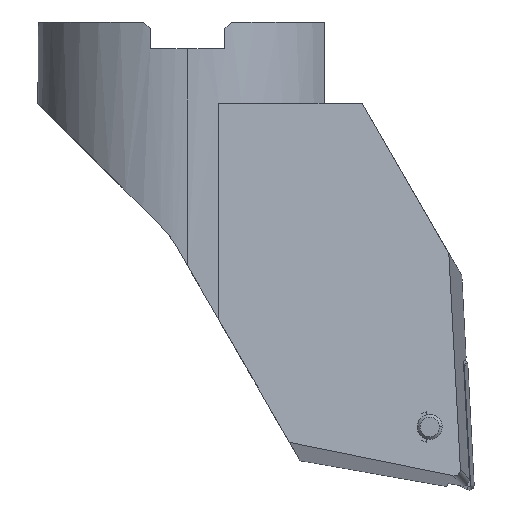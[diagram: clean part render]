
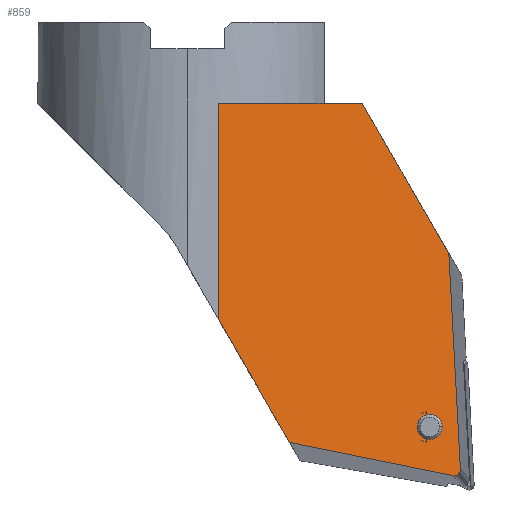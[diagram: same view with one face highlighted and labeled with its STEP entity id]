
A CAD part, top view. The second image highlights one B-rep face of the part: STEP entity #859.
In plain terms, the highlighted planar face has unit normal (0.208, 0, 0.978).
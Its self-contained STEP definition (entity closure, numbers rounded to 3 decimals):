
#645=EDGE_CURVE('NONE',#1445,#903,#1857,.T.);
#717=VERTEX_POINT('NONE',#1941);
#723=VERTEX_POINT('NONE',#1948);
#725=EDGE_CURVE('NONE',#1141,#1635,#1950,.T.);
#733=VERTEX_POINT('NONE',#1958);
#751=EDGE_CURVE('NONE',#1053,#775,#1979,.T.);
#755=EDGE_CURVE('NONE',#1067,#1081,#1983,.T.);
#775=VERTEX_POINT('NONE',#2004);
#851=VERTEX_POINT('NONE',#2086);
#859=ADVANCED_FACE('NONE',(#2094,#2095),#2096,.F.);
#895=VERTEX_POINT('NONE',#2137);
#903=VERTEX_POINT('NONE',#2145);
#1011=EDGE_CURVE('NONE',#1449,#723,#2261,.T.);
#1053=VERTEX_POINT('NONE',#2310);
#1067=VERTEX_POINT('NONE',#2326);
#1069=VERTEX_POINT('NONE',#2328);
#1081=VERTEX_POINT('NONE',#2343);
#1141=VERTEX_POINT('NONE',#2409);
#1185=EDGE_CURVE('NONE',#775,#1069,#2458,.T.);
#1253=EDGE_CURVE('NONE',#1693,#851,#2533,.T.);
#1267=EDGE_CURVE('NONE',#1069,#1067,#2548,.T.);
#1271=EDGE_CURVE('NONE',#1493,#1449,#2552,.T.);
#1323=EDGE_CURVE('NONE',#1445,#1493,#2608,.T.);
#1339=EDGE_CURVE('NONE',#717,#1053,#2627,.T.);
#1419=VERTEX_POINT('NONE',#2716);
#1445=VERTEX_POINT('NONE',#2743);
#1449=VERTEX_POINT('',#2747);
#1475=EDGE_CURVE('NONE',#1081,#1693,#2774,.T.);
#1479=EDGE_CURVE('NONE',#851,#1419,#2779,.T.);
#1489=EDGE_CURVE('NONE',#723,#895,#2791,.T.);
#1493=VERTEX_POINT('NONE',#2795);
#1603=EDGE_CURVE('NONE',#1419,#733,#2914,.T.);
#1635=VERTEX_POINT('NONE',#2948);
#1645=EDGE_CURVE('NONE',#733,#717,#2959,.T.);
#1667=EDGE_CURVE('NONE',#1141,#903,#2984,.T.);
#1693=VERTEX_POINT('NONE',#3012);
#1745=EDGE_CURVE('NONE',#895,#1635,#3068,.T.);
#1857=LINE('',#3190,#3191);
#1941=CARTESIAN_POINT('',(19.139,-31.235,8.2));
#1948=CARTESIAN_POINT('',(21.879,-35.862,7.618));
#1950=LINE('',#3324,#3325);
#1958=CARTESIAN_POINT('',(19.144,-31.234,8.199));
#1979=(B_SPLINE_CURVE(3,(#3365,#3366,#3367,#3368),.UNSPECIFIED.,.F.,.F.)B_SPLINE_CURVE_WITH_KNOTS((4,4),(1.853,4.43),.UNSPECIFIED.)RATIONAL_B_SPLINE_CURVE((1.0,0.519,0.519,1.0))BOUNDED_CURVE()REPRESENTATION_ITEM('')GEOMETRIC_REPRESENTATION_ITEM()CURVE());
#1983=LINE('',#3381,#3382);
#2004=CARTESIAN_POINT('',(19.139,-33.414,8.2));
#2086=CARTESIAN_POINT('',(19.365,-31.455,8.152));
#2094=FACE_OUTER_BOUND('',#3542,.T.);
#2095=FACE_BOUND('',#3543,.T.);
#2096=PLANE('',#3544);
#2137=CARTESIAN_POINT('',(20.946,-18.532,7.816));
#2145=CARTESIAN_POINT('',(2.495,-23.855,11.738));
#2261=(B_SPLINE_CURVE(3,(#3804,#3805,#3806,#3807),.UNSPECIFIED.,.F.,.F.)B_SPLINE_CURVE_WITH_KNOTS((4,4),(4.946,6.725),.UNSPECIFIED.)RATIONAL_B_SPLINE_CURVE((1.0,0.753,0.753,1.0))BOUNDED_CURVE()REPRESENTATION_ITEM('')GEOMETRIC_REPRESENTATION_ITEM()CURVE());
#2310=CARTESIAN_POINT('',(19.139,-31.493,8.2));
#2326=CARTESIAN_POINT('',(19.144,-33.673,8.199));
#2328=CARTESIAN_POINT('',(19.139,-33.672,8.2));
#2343=CARTESIAN_POINT('',(19.144,-33.416,8.199));
#2409=CARTESIAN_POINT('',(2.495,-6.5,11.738));
#2458=LINE('',#4078,#4079);
#2533=(B_SPLINE_CURVE(3,(#4180,#4181,#4182,#4183),.UNSPECIFIED.,.F.,.F.)B_SPLINE_CURVE_WITH_KNOTS((4,4),(4.765,7.906),.UNSPECIFIED.)RATIONAL_B_SPLINE_CURVE((1.0,0.333,0.333,1.0))BOUNDED_CURVE()REPRESENTATION_ITEM('')GEOMETRIC_REPRESENTATION_ITEM()CURVE());
#2548=(B_SPLINE_CURVE(3,(#4213,#4214,#4215,#4216),.UNSPECIFIED.,.F.,.F.)B_SPLINE_CURVE_WITH_KNOTS((4,4),(4.488,4.491),.UNSPECIFIED.)RATIONAL_B_SPLINE_CURVE((1.0,1.,1.,1.0))BOUNDED_CURVE()REPRESENTATION_ITEM('')GEOMETRIC_REPRESENTATION_ITEM()CURVE());
#2552=(B_SPLINE_CURVE(3,(#4228,#4229,#4230,#4231),.UNSPECIFIED.,.F.,.F.)B_SPLINE_CURVE_WITH_KNOTS((4,4),(4.946,6.725),.UNSPECIFIED.)RATIONAL_B_SPLINE_CURVE((1.0,0.753,0.753,1.0))BOUNDED_CURVE()REPRESENTATION_ITEM('')GEOMETRIC_REPRESENTATION_ITEM()CURVE());
#2608=LINE('',#4334,#4335);
#2627=LINE('',#4363,#4364);
#2716=CARTESIAN_POINT('',(19.144,-31.492,8.199));
#2743=CARTESIAN_POINT('',(8.179,-33.7,10.53));
#2747=CARTESIAN_POINT('',(21.371,-36.368,7.726));
#2774=(B_SPLINE_CURVE(3,(#4555,#4556,#4557,#4558),.UNSPECIFIED.,.F.,.F.)B_SPLINE_CURVE_WITH_KNOTS((4,4),(4.435,4.765),.UNSPECIFIED.)RATIONAL_B_SPLINE_CURVE((1.0,0.991,0.991,1.0))BOUNDED_CURVE()REPRESENTATION_ITEM('')GEOMETRIC_REPRESENTATION_ITEM()CURVE());
#2779=(B_SPLINE_CURVE(3,(#4571,#4572,#4573,#4574),.UNSPECIFIED.,.F.,.F.)B_SPLINE_CURVE_WITH_KNOTS((4,4),(1.623,1.848),.UNSPECIFIED.)RATIONAL_B_SPLINE_CURVE((1.0,0.996,0.996,1.0))BOUNDED_CURVE()REPRESENTATION_ITEM('')GEOMETRIC_REPRESENTATION_ITEM()CURVE());
#2791=LINE('',#4594,#4595);
#2795=CARTESIAN_POINT('',(21.281,-36.358,7.745));
#2914=LINE('',#4774,#4775);
#2948=CARTESIAN_POINT('',(14.0,-6.5,9.292));
#2959=(B_SPLINE_CURVE(3,(#4848,#4849,#4850,#4851),.UNSPECIFIED.,.F.,.F.)B_SPLINE_CURVE_WITH_KNOTS((4,4),(1.792,1.796),.UNSPECIFIED.)RATIONAL_B_SPLINE_CURVE((1.0,1.,1.,1.0))BOUNDED_CURVE()REPRESENTATION_ITEM('')GEOMETRIC_REPRESENTATION_ITEM()CURVE());
#2984=LINE('',#4888,#4889);
#3012=CARTESIAN_POINT('',(19.47,-33.452,8.13));
#3068=LINE('',#5034,#5035);
#3190=CARTESIAN_POINT('',(-16.063,8.288,15.682));
#3191=VECTOR('',#5158,1000.0);
#3324=CARTESIAN_POINT('',(2.495,-6.5,11.738));
#3325=VECTOR('',#5301,1000.0);
#3365=CARTESIAN_POINT('',(19.139,-31.493,8.2));
#3366=CARTESIAN_POINT('',(17.954,-31.837,8.452));
#3367=CARTESIAN_POINT('',(17.954,-33.07,8.452));
#3368=CARTESIAN_POINT('',(19.139,-33.414,8.2));
#3381=CARTESIAN_POINT('',(19.144,0.0,8.199));
#3382=VECTOR('',#5334,1000.0);
#3542=EDGE_LOOP('',(#5438,#5439,#5440,#5441,#5442,#5443,#5444,#5445));
#3543=EDGE_LOOP('',(#5446,#5447,#5448,#5449,#5450,#5451,#5452,#5453,#5454,#5455));
#3544=AXIS2_PLACEMENT_3D('',#5456,#5457,#5458);
#3804=CARTESIAN_POINT('',(21.281,-36.358,7.745));
#3805=CARTESIAN_POINT('',(21.633,-36.429,7.67));
#3806=CARTESIAN_POINT('',(21.898,-36.209,7.614));
#3807=CARTESIAN_POINT('',(21.879,-35.862,7.618));
#4078=CARTESIAN_POINT('',(19.139,0.0,8.2));
#4079=VECTOR('',#5915,1000.0);
#4180=CARTESIAN_POINT('',(19.47,-33.452,8.13));
#4181=CARTESIAN_POINT('',(21.467,-33.348,7.705));
#4182=CARTESIAN_POINT('',(21.362,-31.35,7.727));
#4183=CARTESIAN_POINT('',(19.365,-31.455,8.152));
#4213=CARTESIAN_POINT('',(19.139,-33.672,8.2));
#4214=CARTESIAN_POINT('',(19.14,-33.673,8.2));
#4215=CARTESIAN_POINT('',(19.142,-33.673,8.199));
#4216=CARTESIAN_POINT('',(19.144,-33.673,8.199));
#4228=CARTESIAN_POINT('',(21.281,-36.358,7.745));
#4229=CARTESIAN_POINT('',(21.633,-36.429,7.67));
#4230=CARTESIAN_POINT('',(21.898,-36.209,7.614));
#4231=CARTESIAN_POINT('',(21.879,-35.862,7.618));
#4334=CARTESIAN_POINT('',(-3.582,-31.315,13.029));
#4335=VECTOR('',#6064,1000.0);
#4363=CARTESIAN_POINT('',(19.139,0.0,8.2));
#4364=VECTOR('',#6099,1000.0);
#4555=CARTESIAN_POINT('',(19.144,-33.416,8.199));
#4556=CARTESIAN_POINT('',(19.25,-33.446,8.176));
#4557=CARTESIAN_POINT('',(19.36,-33.458,8.153));
#4558=CARTESIAN_POINT('',(19.47,-33.452,8.13));
#4571=CARTESIAN_POINT('',(19.365,-31.455,8.152));
#4572=CARTESIAN_POINT('',(19.29,-31.459,8.168));
#4573=CARTESIAN_POINT('',(19.216,-31.471,8.184));
#4574=CARTESIAN_POINT('',(19.144,-31.492,8.199));
#4594=CARTESIAN_POINT('',(19.896,0.979,8.039));
#4595=VECTOR('',#6293,1000.0);
#4774=CARTESIAN_POINT('',(19.144,0.0,8.199));
#4775=VECTOR('',#6430,1000.0);
#4848=CARTESIAN_POINT('',(19.144,-31.234,8.199));
#4849=CARTESIAN_POINT('',(19.142,-31.234,8.199));
#4850=CARTESIAN_POINT('',(19.14,-31.235,8.2));
#4851=CARTESIAN_POINT('',(19.139,-31.235,8.2));
#4888=CARTESIAN_POINT('',(2.495,0.0,11.738));
#4889=VECTOR('',#6504,1000.0);
#5034=CARTESIAN_POINT('',(8.244,3.469,10.516));
#5035=VECTOR('',#6581,1000.0);
#5158=DIRECTION('',(-0.497,0.861,0.106));
#5301=DIRECTION('',(0.978,0.0,-0.208));
#5334=DIRECTION('',(0.0,1.0,0.0));
#5438=ORIENTED_EDGE('',*,*,#1489,.T.);
#5439=ORIENTED_EDGE('',*,*,#1745,.T.);
#5440=ORIENTED_EDGE('',*,*,#725,.F.);
#5441=ORIENTED_EDGE('',*,*,#1667,.T.);
#5442=ORIENTED_EDGE('',*,*,#645,.F.);
#5443=ORIENTED_EDGE('',*,*,#1323,.T.);
#5444=ORIENTED_EDGE('',*,*,#1271,.T.);
#5445=ORIENTED_EDGE('',*,*,#1011,.T.);
#5446=ORIENTED_EDGE('',*,*,#751,.F.);
#5447=ORIENTED_EDGE('',*,*,#1339,.F.);
#5448=ORIENTED_EDGE('',*,*,#1645,.F.);
#5449=ORIENTED_EDGE('',*,*,#1603,.F.);
#5450=ORIENTED_EDGE('',*,*,#1479,.F.);
#5451=ORIENTED_EDGE('',*,*,#1253,.F.);
#5452=ORIENTED_EDGE('',*,*,#1475,.F.);
#5453=ORIENTED_EDGE('',*,*,#755,.F.);
#5454=ORIENTED_EDGE('',*,*,#1267,.F.);
#5455=ORIENTED_EDGE('',*,*,#1185,.F.);
#5456=CARTESIAN_POINT('',(2.495,0.0,11.738));
#5457=DIRECTION('',(-0.208,-0.0,-0.978));
#5458=DIRECTION('',(0.0,-1.0,0.0));
#5915=DIRECTION('',(0.0,-1.0,0.0));
#6064=DIRECTION('',(0.959,-0.195,-0.204));
#6099=DIRECTION('',(0.0,-1.0,0.0));
#6293=DIRECTION('',(-0.054,0.998,0.011));
#6430=DIRECTION('',(0.0,1.0,0.0));
#6504=DIRECTION('',(0.0,-1.0,0.0));
#6581=DIRECTION('',(-0.497,0.861,0.106));
